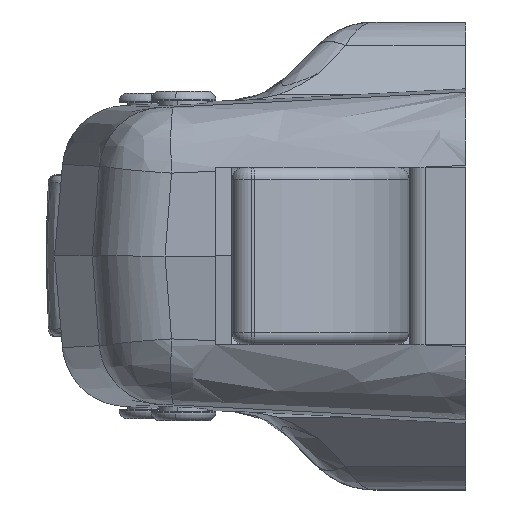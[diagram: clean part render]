
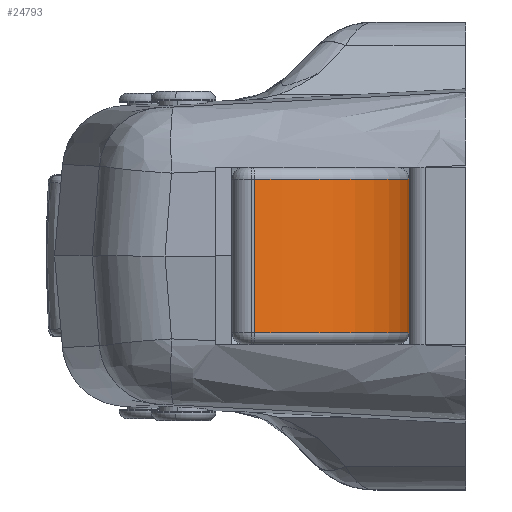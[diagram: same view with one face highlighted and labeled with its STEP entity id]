
A CAD part, left-side view. The second image highlights one B-rep face of the part: STEP entity #24793.
In plain terms, the highlighted cylindrical face has radius 22 mm (diameter 44 mm), a partial arc.
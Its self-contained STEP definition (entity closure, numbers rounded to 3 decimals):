
#411 = CARTESIAN_POINT ( 'NONE',  ( -78.161, -9., -9.5 ) ) ;
#812 = VERTEX_POINT ( 'NONE', #411 ) ;
#1818 = LINE ( 'NONE', #16747, #3646 ) ;
#1921 = CARTESIAN_POINT ( 'NONE',  ( -78.161, -9., 9.5 ) ) ;
#3646 = VECTOR ( 'NONE', #14137, 1000. ) ;
#3852 = VERTEX_POINT ( 'NONE', #1921 ) ;
#4227 = EDGE_CURVE ( 'NONE', #3852, #4466, #19953, .T. ) ;
#4244 = AXIS2_PLACEMENT_3D ( 'NONE', #20879, #15644, #13089 ) ;
#4466 = VERTEX_POINT ( 'NONE', #20486 ) ;
#5323 = DIRECTION ( 'NONE',  ( -1., 0., 0. ) ) ;
#5516 = ORIENTED_EDGE ( 'NONE', *, *, #12815, .F. ) ;
#7875 = DIRECTION ( 'NONE',  ( 0., 0., -1. ) ) ;
#10121 = FACE_OUTER_BOUND ( 'NONE', #18105, .T. ) ;
#10503 = CARTESIAN_POINT ( 'NONE',  ( -78.161, 13., 11. ) ) ;
#10561 = DIRECTION ( 'NONE',  ( 0., 0., -1. ) ) ;
#10791 = CYLINDRICAL_SURFACE ( 'NONE', #14030, 22. ) ;
#11217 = VERTEX_POINT ( 'NONE', #13611 ) ;
#11960 = VECTOR ( 'NONE', #10561, 1000. ) ;
#12028 = ORIENTED_EDGE ( 'NONE', *, *, #14054, .T. ) ;
#12815 = EDGE_CURVE ( 'NONE', #3852, #812, #1818, .T. ) ;
#13089 = DIRECTION ( 'NONE',  ( 1., 0., 0. ) ) ;
#13149 = CARTESIAN_POINT ( 'NONE',  ( -99.979, 10.179, 11. ) ) ;
#13611 = CARTESIAN_POINT ( 'NONE',  ( -99.979, 10.179, -9.5 ) ) ;
#14030 = AXIS2_PLACEMENT_3D ( 'NONE', #10503, #7875, #5323 ) ;
#14054 = EDGE_CURVE ( 'NONE', #4466, #11217, #18341, .T. ) ;
#14137 = DIRECTION ( 'NONE',  ( 0., 0., -1. ) ) ;
#15423 = DIRECTION ( 'NONE',  ( 1., 0., 0. ) ) ;
#15644 = DIRECTION ( 'NONE',  ( 0., 0., 1. ) ) ;
#16747 = CARTESIAN_POINT ( 'NONE',  ( -78.161, -9., 11. ) ) ;
#16882 = CIRCLE ( 'NONE', #4244, 22. ) ;
#18039 = DIRECTION ( 'NONE',  ( 0., 0., -1. ) ) ;
#18105 = EDGE_LOOP ( 'NONE', ( #12028, #18560, #5516, #24662 ) ) ;
#18341 = LINE ( 'NONE', #13149, #11960 ) ;
#18560 = ORIENTED_EDGE ( 'NONE', *, *, #19097, .T. ) ;
#19097 = EDGE_CURVE ( 'NONE', #11217, #812, #16882, .T. ) ;
#19953 = CIRCLE ( 'NONE', #23147, 22. ) ;
#20486 = CARTESIAN_POINT ( 'NONE',  ( -99.979, 10.179, 9.5 ) ) ;
#20659 = CARTESIAN_POINT ( 'NONE',  ( -78.161, 13., 9.5 ) ) ;
#20879 = CARTESIAN_POINT ( 'NONE',  ( -78.161, 13., -9.5 ) ) ;
#23147 = AXIS2_PLACEMENT_3D ( 'NONE', #20659, #18039, #15423 ) ;
#24662 = ORIENTED_EDGE ( 'NONE', *, *, #4227, .T. ) ;
#24793 = ADVANCED_FACE ( 'NONE', ( #10121 ), #10791, .T. ) ;
